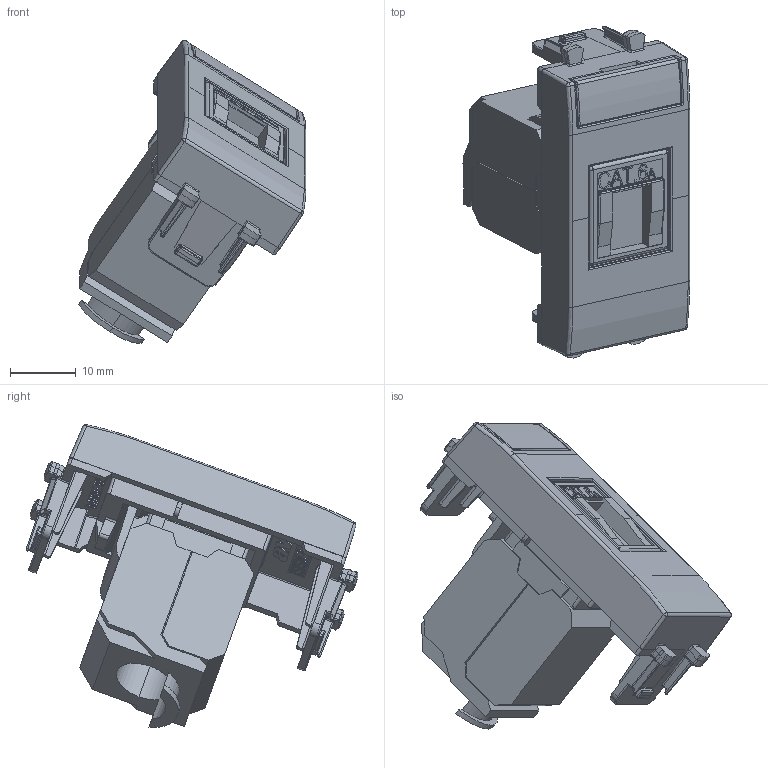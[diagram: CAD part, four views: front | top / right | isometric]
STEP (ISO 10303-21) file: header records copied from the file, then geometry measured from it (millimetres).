
FILE_DESCRIPTION(('CATIA V5 STEP Exchange'),'2;1');
FILE_NAME('441029C6AS.stp','2024-02-28T10:52:00+00:00',('none'),('none'),'CATIA Version 5-6 Release 2016 SP6','CATIA V5 STEP AP203','none');
FILE_SCHEMA(('CONFIG_CONTROL_DESIGN'));
Products named in the file (1): 441029C6AS
Assembly tree (3 placements, depth 2):
  441029C6AS
    #57
    #49512
    #50686
Bounding box: 34.69 x 50.64 x 46.22 mm (x, y, z)
Volume: 12025.5 mm3; surface area: 10523.4 mm2
Topology: 3 solids, 4 shells, 1698 faces, 4634 edges, 2934 vertices
Faces by surface type: plane 1168, cylinder 332, bspline 88, sphere 42, extrusion 28, cone 24, torus 14, revolution 2
Entity records: 60077 total; most frequent: CARTESIAN_POINT 20226, ORIENTED_EDGE 9168, DIRECTION 6561, EDGE_CURVE 4584, VECTOR 3596, LINE 3568, VERTEX_POINT 2934, EDGE_LOOP 1760
